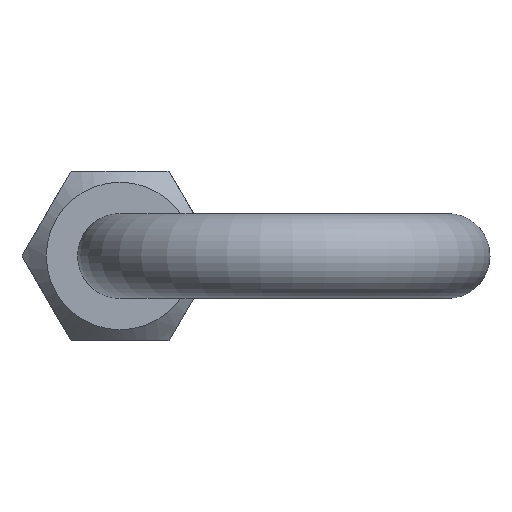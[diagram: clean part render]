
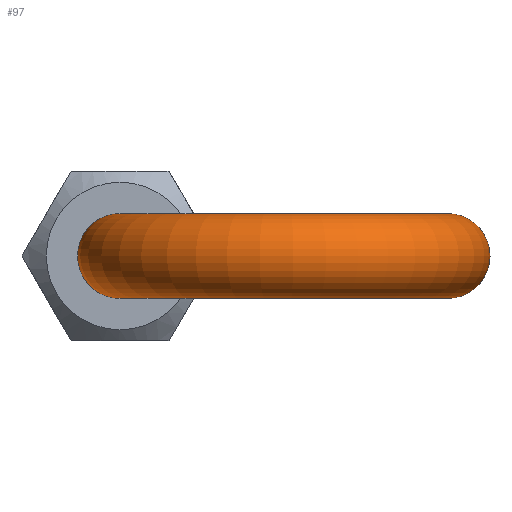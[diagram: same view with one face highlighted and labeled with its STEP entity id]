
A CAD part, left-side view. The second image highlights one B-rep face of the part: STEP entity #97.
In plain terms, the highlighted toroidal (fillet/blend) face has major radius 6.75 mm and minor radius 1.75 mm.
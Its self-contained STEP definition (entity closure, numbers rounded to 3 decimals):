
#56 = AXIS2_PLACEMENT_3D ( 'NONE', #228, #266, #229 ) ;
#97 = ADVANCED_FACE ( 'NONE', ( #313, #247 ), #106, .T. ) ;
#106 = TOROIDAL_SURFACE ( 'NONE', #56, 6.75, 1.75 ) ;
#151 = EDGE_CURVE ( 'NONE', #491, #491, #414, .T. ) ;
#169 = AXIS2_PLACEMENT_3D ( 'NONE', #411, #170, #334 ) ;
#170 = DIRECTION ( 'NONE',  ( -1., 0., 0. ) ) ;
#228 = CARTESIAN_POINT ( 'NONE',  ( -10., 0., 0. ) ) ;
#229 = DIRECTION ( 'NONE',  ( 1., 0., 0. ) ) ;
#247 = FACE_OUTER_BOUND ( 'NONE', #337, .T. ) ;
#248 = CARTESIAN_POINT ( 'NONE',  ( -10., -6.75, -1.75 ) ) ;
#260 = DIRECTION ( 'NONE',  ( 0., 0., -1. ) ) ;
#266 = DIRECTION ( 'NONE',  ( 0., 0., 1. ) ) ;
#267 = EDGE_CURVE ( 'NONE', #386, #386, #420, .T. ) ;
#282 = ORIENTED_EDGE ( 'NONE', *, *, #151, .T. ) ;
#299 = DIRECTION ( 'NONE',  ( 1., 0., 0. ) ) ;
#313 = FACE_OUTER_BOUND ( 'NONE', #524, .T. ) ;
#334 = DIRECTION ( 'NONE',  ( 0., 0., -1. ) ) ;
#337 = EDGE_LOOP ( 'NONE', ( #282 ) ) ;
#348 = ORIENTED_EDGE ( 'NONE', *, *, #267, .F. ) ;
#368 = AXIS2_PLACEMENT_3D ( 'NONE', #483, #299, #260 ) ;
#386 = VERTEX_POINT ( 'NONE', #467 ) ;
#411 = CARTESIAN_POINT ( 'NONE',  ( -10., -6.75, 0. ) ) ;
#414 = CIRCLE ( 'NONE', #169, 1.75 ) ;
#420 = CIRCLE ( 'NONE', #368, 1.75 ) ;
#467 = CARTESIAN_POINT ( 'NONE',  ( -10., 6.75, -1.75 ) ) ;
#483 = CARTESIAN_POINT ( 'NONE',  ( -10., 6.75, 0. ) ) ;
#491 = VERTEX_POINT ( 'NONE', #248 ) ;
#524 = EDGE_LOOP ( 'NONE', ( #348 ) ) ;
